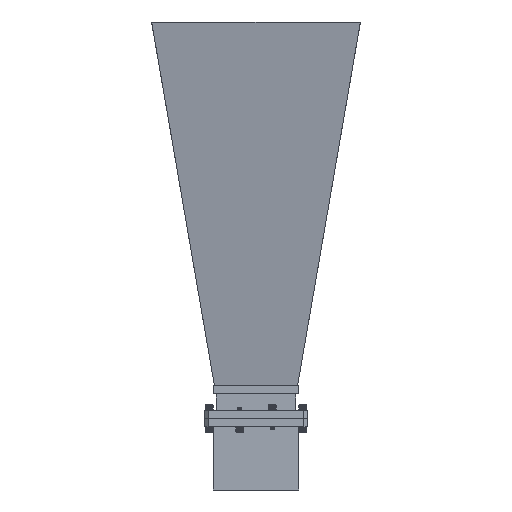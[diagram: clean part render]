
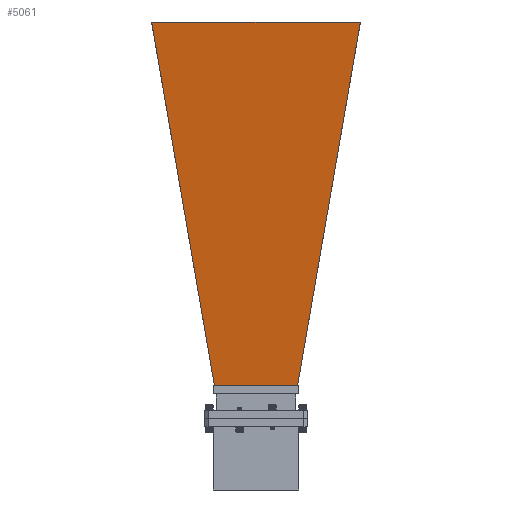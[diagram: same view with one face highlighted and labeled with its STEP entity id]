
A CAD part, front view. The second image highlights one B-rep face of the part: STEP entity #5061.
In plain terms, the highlighted face is planar.
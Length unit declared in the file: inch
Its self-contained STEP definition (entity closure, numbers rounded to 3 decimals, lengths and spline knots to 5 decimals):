
#48 = CARTESIAN_POINT ( 'NONE',  ( -0.25, -0.6675, -1.268 ) ) ;
#911 = LINE ( 'NONE', #5207, #13686 ) ;
#948 = CARTESIAN_POINT ( 'NONE',  ( -11.32693, -2.363, 3.18074 ) ) ;
#2097 = LINE ( 'NONE', #3340, #5600 ) ;
#2142 = EDGE_LOOP ( 'NONE', ( #12354, #9650, #4423, #9699 ) ) ;
#2483 = FACE_OUTER_BOUND ( 'NONE', #2142, .T. ) ;
#3340 = CARTESIAN_POINT ( 'NONE',  ( -1.94286, -0.92662, 1.56032 ) ) ;
#3592 = AXIS2_PLACEMENT_3D ( 'NONE', #4620, #4476, #6790 ) ;
#3613 = LINE ( 'NONE', #8133, #14566 ) ;
#4043 = VERTEX_POINT ( 'NONE', #7750 ) ;
#4423 = ORIENTED_EDGE ( 'NONE', *, *, #14657, .T. ) ;
#4476 = DIRECTION ( 'NONE',  ( 0.151, -0.988, 0. ) ) ;
#4554 = VERTEX_POINT ( 'NONE', #48 ) ;
#4620 = CARTESIAN_POINT ( 'NONE',  ( 0.09411, -0.61483, 13.63306 ) ) ;
#5061 = ADVANCED_FACE ( 'NONE', ( #2483 ), #10170, .T. ) ;
#5207 = CARTESIAN_POINT ( 'NONE',  ( -11.32693, -2.363, 13.63306 ) ) ;
#5444 = CARTESIAN_POINT ( 'NONE',  ( -0.25, -0.6675, -2.60801 ) ) ;
#5453 = CARTESIAN_POINT ( 'NONE',  ( -0.25, -0.6675, 1.268 ) ) ;
#5600 = VECTOR ( 'NONE', #11336, 39.37008 ) ;
#6790 = DIRECTION ( 'NONE',  ( 0.988, 0.151, 0. ) ) ;
#7124 = EDGE_CURVE ( 'NONE', #4554, #4043, #3613, .T. ) ;
#7527 = LINE ( 'NONE', #5444, #14199 ) ;
#7750 = CARTESIAN_POINT ( 'NONE',  ( -11.32693, -2.363, -3.18074 ) ) ;
#8133 = CARTESIAN_POINT ( 'NONE',  ( -1.94286, -0.92662, -1.56032 ) ) ;
#8508 = EDGE_CURVE ( 'NONE', #9762, #10627, #2097, .T. ) ;
#9650 = ORIENTED_EDGE ( 'NONE', *, *, #7124, .F. ) ;
#9699 = ORIENTED_EDGE ( 'NONE', *, *, #8508, .T. ) ;
#9762 = VERTEX_POINT ( 'NONE', #5453 ) ;
#9773 = DIRECTION ( 'NONE',  ( 0., 0., -1. ) ) ;
#10002 = DIRECTION ( 'NONE',  ( 0., 0., 1. ) ) ;
#10170 = PLANE ( 'NONE',  #3592 ) ;
#10627 = VERTEX_POINT ( 'NONE', #948 ) ;
#11336 = DIRECTION ( 'NONE',  ( -0.974, -0.149, 0.168 ) ) ;
#12113 = EDGE_CURVE ( 'NONE', #10627, #4043, #911, .T. ) ;
#12354 = ORIENTED_EDGE ( 'NONE', *, *, #12113, .T. ) ;
#12728 = DIRECTION ( 'NONE',  ( -0.974, -0.149, -0.168 ) ) ;
#13686 = VECTOR ( 'NONE', #9773, 39.37008 ) ;
#14199 = VECTOR ( 'NONE', #10002, 39.37008 ) ;
#14566 = VECTOR ( 'NONE', #12728, 39.37008 ) ;
#14657 = EDGE_CURVE ( 'NONE', #4554, #9762, #7527, .T. ) ;
